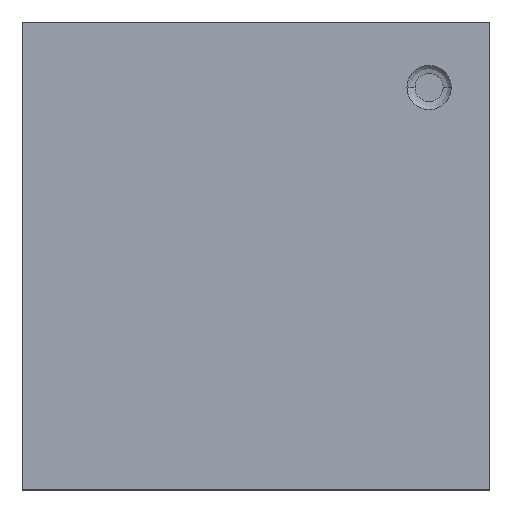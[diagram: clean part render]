
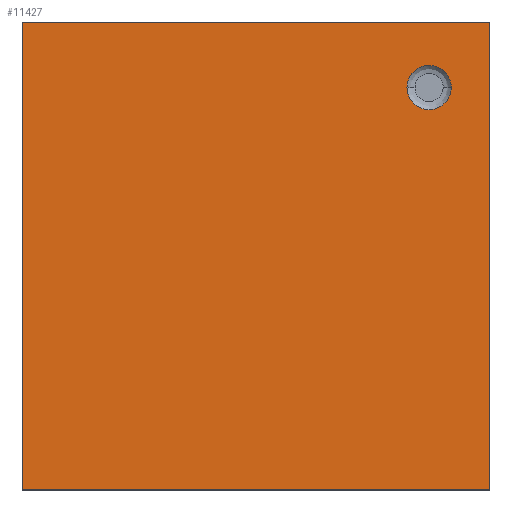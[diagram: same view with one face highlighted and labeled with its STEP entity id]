
A CAD part, top view. The second image highlights one B-rep face of the part: STEP entity #11427.
In plain terms, the highlighted planar face has unit normal (0, 0, 1).
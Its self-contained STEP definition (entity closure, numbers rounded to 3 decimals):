
#65 = CARTESIAN_POINT ( 'NONE',  ( 2.5, -2.5, 1.05 ) ) ;
#120 = FACE_OUTER_BOUND ( 'NONE', #18524, .T. ) ;
#268 = LINE ( 'NONE', #21208, #5422 ) ;
#340 = PLANE ( 'NONE',  #14986 ) ;
#437 = DIRECTION ( 'NONE',  ( 1., 0., 0. ) ) ;
#660 = CARTESIAN_POINT ( 'NONE',  ( 2.035, 1.615, 1.05 ) ) ;
#775 = CARTESIAN_POINT ( 'NONE',  ( 2.5, 2.5, 1.05 ) ) ;
#2491 = CARTESIAN_POINT ( 'NONE',  ( 2.087, 1.738, 1.05 ) ) ;
#2583 = CARTESIAN_POINT ( 'NONE',  ( 1.664, 1.614, 1.05 ) ) ;
#2856 = VECTOR ( 'NONE', #8781, 1000. ) ;
#3689 = CARTESIAN_POINT ( 'NONE',  ( -2.5, -2.5, 1.05 ) ) ;
#4266 = CARTESIAN_POINT ( 'NONE',  ( 1.613, 1.8, 1.05 ) ) ;
#4559 = CARTESIAN_POINT ( 'NONE',  ( 1.613, 1.8, 1.05 ) ) ;
#5069 = ORIENTED_EDGE ( 'NONE', *, *, #21459, .T. ) ;
#5422 = VECTOR ( 'NONE', #7782, 1000. ) ;
#5690 =( BOUNDED_CURVE ( )  B_SPLINE_CURVE ( 3, ( #21735, #2491, #660, #14086, #2583, #16007, #4559 ),
 .UNSPECIFIED., .F., .T. ) 
 B_SPLINE_CURVE_WITH_KNOTS ( ( 4, 1, 1, 1, 4 ),
 ( 0.001, 0.001, 0.001, 0.001, 0.001 ),
 .UNSPECIFIED. ) 
 CURVE ( )  GEOMETRIC_REPRESENTATION_ITEM ( )  RATIONAL_B_SPLINE_CURVE ( ( 0.868, 0.868, 0.868, 0.868, 0.868, 0.868, 0.868 ) ) 
 REPRESENTATION_ITEM ( '' )  );
#7609 = DIRECTION ( 'NONE',  ( 0., -1., 0. ) ) ;
#7751 =( BOUNDED_CURVE ( )  B_SPLINE_CURVE ( 3, ( #17450, #19389, #7906, #21333, #9865, #23266, #11770 ),
 .UNSPECIFIED., .F., .T. ) 
 B_SPLINE_CURVE_WITH_KNOTS ( ( 4, 1, 1, 1, 4 ),
 ( 0., 0., 0., 0.001, 0.001 ),
 .UNSPECIFIED. ) 
 CURVE ( )  GEOMETRIC_REPRESENTATION_ITEM ( )  RATIONAL_B_SPLINE_CURVE ( ( 0.868, 0.868, 0.868, 0.868, 0.868, 0.868, 0.868 ) ) 
 REPRESENTATION_ITEM ( '' )  );
#7782 = DIRECTION ( 'NONE',  ( 1., 0., 0. ) ) ;
#7906 = CARTESIAN_POINT ( 'NONE',  ( 1.664, 1.986, 1.05 ) ) ;
#8781 = DIRECTION ( 'NONE',  ( 0., 1., 0. ) ) ;
#8867 = CARTESIAN_POINT ( 'NONE',  ( -2.5, 2.5, 1.05 ) ) ;
#9193 = ORIENTED_EDGE ( 'NONE', *, *, #10019, .F. ) ;
#9593 = EDGE_CURVE ( 'NONE', #15434, #10203, #5690, .T. ) ;
#9865 = CARTESIAN_POINT ( 'NONE',  ( 2.035, 1.985, 1.05 ) ) ;
#9966 = VECTOR ( 'NONE', #14929, 1000. ) ;
#10019 = EDGE_CURVE ( 'NONE', #10893, #11899, #23566, .T. ) ;
#10061 = CARTESIAN_POINT ( 'NONE',  ( 2.087, 1.8, 1.05 ) ) ;
#10203 = VERTEX_POINT ( 'NONE', #4266 ) ;
#10602 = LINE ( 'NONE', #13002, #9966 ) ;
#10893 = VERTEX_POINT ( 'NONE', #775 ) ;
#11427 = ADVANCED_FACE ( 'NONE', ( #24453, #120 ), #340, .T. ) ;
#11770 = CARTESIAN_POINT ( 'NONE',  ( 2.087, 1.8, 1.05 ) ) ;
#11899 = VERTEX_POINT ( 'NONE', #65 ) ;
#11944 = DIRECTION ( 'NONE',  ( 0., 0., 1. ) ) ;
#12442 = EDGE_CURVE ( 'NONE', #16416, #10893, #268, .T. ) ;
#13002 = CARTESIAN_POINT ( 'NONE',  ( -2.5, -2.5, 1.05 ) ) ;
#13507 = EDGE_CURVE ( 'NONE', #11899, #17387, #10602, .T. ) ;
#14086 = CARTESIAN_POINT ( 'NONE',  ( 1.85, 1.538, 1.05 ) ) ;
#14929 = DIRECTION ( 'NONE',  ( -1., 0., 0. ) ) ;
#14986 = AXIS2_PLACEMENT_3D ( 'NONE', #23434, #11944, #437 ) ;
#15236 = CARTESIAN_POINT ( 'NONE',  ( 2.5, -2.5, 1.05 ) ) ;
#15348 = ORIENTED_EDGE ( 'NONE', *, *, #23288, .F. ) ;
#15434 = VERTEX_POINT ( 'NONE', #10061 ) ;
#16007 = CARTESIAN_POINT ( 'NONE',  ( 1.613, 1.738, 1.05 ) ) ;
#16416 = VERTEX_POINT ( 'NONE', #23627 ) ;
#16616 = VECTOR ( 'NONE', #7609, 1000. ) ;
#17387 = VERTEX_POINT ( 'NONE', #3689 ) ;
#17450 = CARTESIAN_POINT ( 'NONE',  ( 1.613, 1.8, 1.05 ) ) ;
#17553 = LINE ( 'NONE', #8867, #2856 ) ;
#18524 = EDGE_LOOP ( 'NONE', ( #22653, #15348, #21810, #9193 ) ) ;
#19389 = CARTESIAN_POINT ( 'NONE',  ( 1.613, 1.862, 1.05 ) ) ;
#19594 = ORIENTED_EDGE ( 'NONE', *, *, #9593, .T. ) ;
#21208 = CARTESIAN_POINT ( 'NONE',  ( 2.5, 2.5, 1.05 ) ) ;
#21333 = CARTESIAN_POINT ( 'NONE',  ( 1.85, 2.062, 1.05 ) ) ;
#21459 = EDGE_CURVE ( 'NONE', #10203, #15434, #7751, .T. ) ;
#21735 = CARTESIAN_POINT ( 'NONE',  ( 2.087, 1.8, 1.05 ) ) ;
#21810 = ORIENTED_EDGE ( 'NONE', *, *, #13507, .F. ) ;
#22653 = ORIENTED_EDGE ( 'NONE', *, *, #12442, .F. ) ;
#23266 = CARTESIAN_POINT ( 'NONE',  ( 2.087, 1.862, 1.05 ) ) ;
#23288 = EDGE_CURVE ( 'NONE', #17387, #16416, #17553, .T. ) ;
#23434 = CARTESIAN_POINT ( 'NONE',  ( -2.5, -2.5, 1.05 ) ) ;
#23566 = LINE ( 'NONE', #15236, #16616 ) ;
#23627 = CARTESIAN_POINT ( 'NONE',  ( -2.5, 2.5, 1.05 ) ) ;
#24453 = FACE_BOUND ( 'NONE', #24815, .T. ) ;
#24815 = EDGE_LOOP ( 'NONE', ( #19594, #5069 ) ) ;
